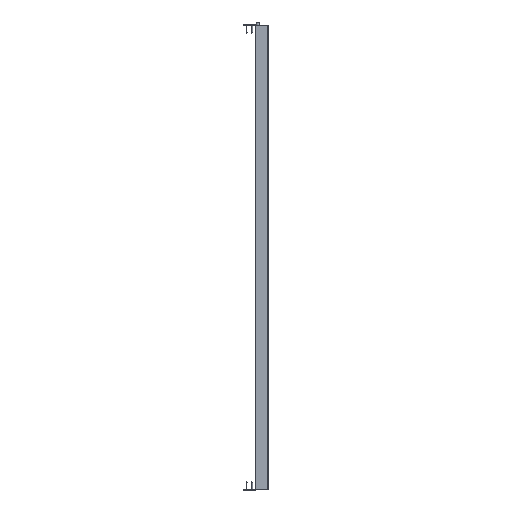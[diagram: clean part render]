
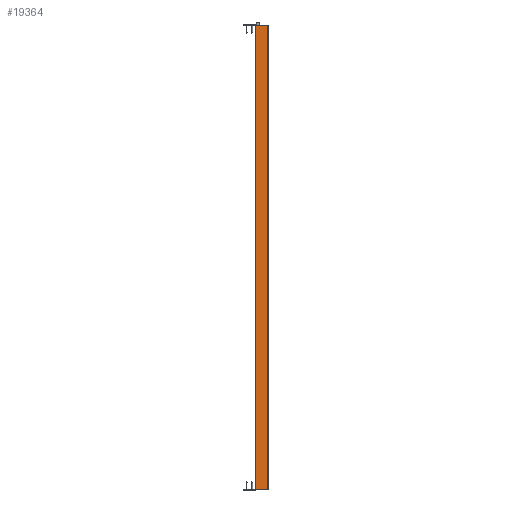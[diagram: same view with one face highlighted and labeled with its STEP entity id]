
A CAD part, left-side view. The second image highlights one B-rep face of the part: STEP entity #19364.
In plain terms, the highlighted planar face has unit normal (-1, 0.003, 0).
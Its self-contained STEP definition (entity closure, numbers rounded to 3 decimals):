
#438 = CARTESIAN_POINT ( 'NONE',  ( -4.002, -0.698, 1083. ) ) ;
#1385 = CARTESIAN_POINT ( 'NONE',  ( -4.1, -30., 0. ) ) ;
#1740 = VERTEX_POINT ( 'NONE', #8392 ) ;
#3122 = DIRECTION ( 'NONE',  ( 0., 0., -1. ) ) ;
#3898 = FACE_OUTER_BOUND ( 'NONE', #9208, .T. ) ;
#5230 = VECTOR ( 'NONE', #41664, 1000. ) ;
#6258 = LINE ( 'NONE', #27176, #5230 ) ;
#6578 = LINE ( 'NONE', #34637, #20117 ) ;
#7020 = CARTESIAN_POINT ( 'NONE',  ( -4.002, -0.698, 1083. ) ) ;
#7411 = AXIS2_PLACEMENT_3D ( 'NONE', #438, #28482, #42528 ) ;
#7852 = VERTEX_POINT ( 'NONE', #7020 ) ;
#8392 = CARTESIAN_POINT ( 'NONE',  ( -4.002, -0.698, 0. ) ) ;
#9208 = EDGE_LOOP ( 'NONE', ( #38638, #24886, #9648, #21529 ) ) ;
#9648 = ORIENTED_EDGE ( 'NONE', *, *, #32813, .F. ) ;
#17339 = CARTESIAN_POINT ( 'NONE',  ( -4.002, -0.698, 1083. ) ) ;
#17911 = PLANE ( 'NONE',  #7411 ) ;
#17993 = CARTESIAN_POINT ( 'NONE',  ( -4.002, -0.698, 1083. ) ) ;
#19364 = ADVANCED_FACE ( 'NONE', ( #3898 ), #17911, .F. ) ;
#20047 = EDGE_CURVE ( 'NONE', #1740, #43099, #6258, .T. ) ;
#20117 = VECTOR ( 'NONE', #3122, 1000. ) ;
#20917 = VECTOR ( 'NONE', #38709, 1000. ) ;
#21469 = DIRECTION ( 'NONE',  ( -0.003, -1., 0. ) ) ;
#21529 = ORIENTED_EDGE ( 'NONE', *, *, #40081, .T. ) ;
#24689 = LINE ( 'NONE', #17993, #20917 ) ;
#24886 = ORIENTED_EDGE ( 'NONE', *, *, #25303, .F. ) ;
#25303 = EDGE_CURVE ( 'NONE', #27710, #43099, #6578, .T. ) ;
#27176 = CARTESIAN_POINT ( 'NONE',  ( -4.002, -0.698, 0. ) ) ;
#27710 = VERTEX_POINT ( 'NONE', #32571 ) ;
#28482 = DIRECTION ( 'NONE',  ( 1., -0.003, 0. ) ) ;
#32571 = CARTESIAN_POINT ( 'NONE',  ( -4.1, -30., 1083. ) ) ;
#32813 = EDGE_CURVE ( 'NONE', #7852, #27710, #41956, .T. ) ;
#34203 = VECTOR ( 'NONE', #21469, 1000. ) ;
#34637 = CARTESIAN_POINT ( 'NONE',  ( -4.1, -30., 1083. ) ) ;
#38638 = ORIENTED_EDGE ( 'NONE', *, *, #20047, .T. ) ;
#38709 = DIRECTION ( 'NONE',  ( 0., 0., -1. ) ) ;
#40081 = EDGE_CURVE ( 'NONE', #7852, #1740, #24689, .T. ) ;
#41664 = DIRECTION ( 'NONE',  ( -0.003, -1., 0. ) ) ;
#41956 = LINE ( 'NONE', #17339, #34203 ) ;
#42528 = DIRECTION ( 'NONE',  ( 0.003, 1., 0. ) ) ;
#43099 = VERTEX_POINT ( 'NONE', #1385 ) ;
